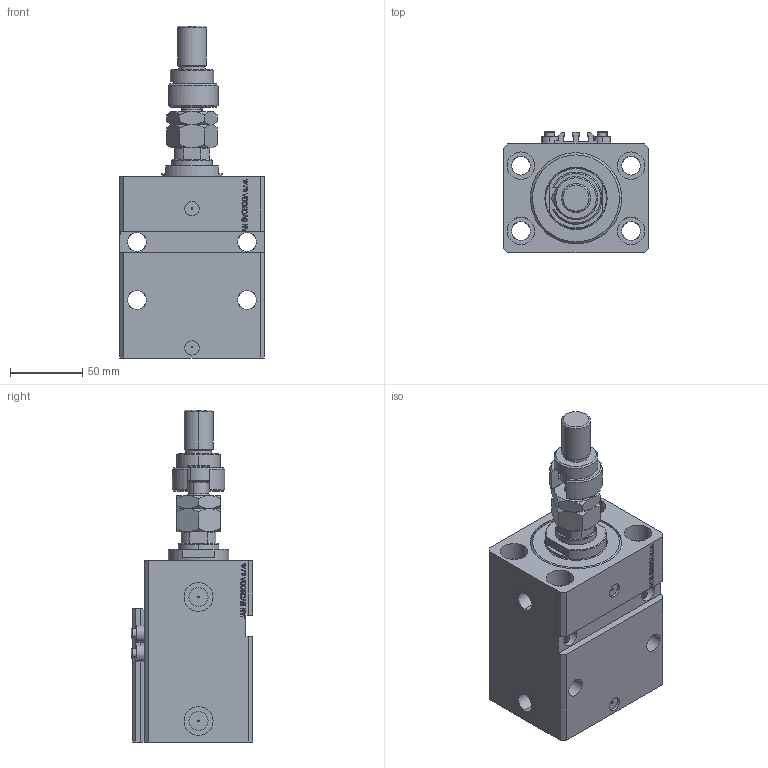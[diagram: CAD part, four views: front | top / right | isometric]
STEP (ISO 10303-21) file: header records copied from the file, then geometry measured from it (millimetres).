
FILE_DESCRIPTION (( 'STEP AP203' ), '1' );
FILE_NAME ('94f7.STEP', '2023-10-07T23:12:24', ( '' ), ( '' ), 'SwSTEP 2.0', 'SolidWorks 2019', '' );
FILE_SCHEMA (( 'CONFIG_CONTROL_DESIGN' ));
Length unit declared in the file: millimetre
Products named in the file (8): MFA 79ce5907fd898f3c648f2f8bfaae67d2; V250CE_E_Body 79ce5907fd898f3c648f2f8bfaae67d2; V250CE_C_VCP 79ce5907fd898f3c648f2f8bfaae67d2; DFA 79ce5907fd898f3c648f2f8bfaae67d2; ALLEN BOLT V250CE 79ce5907fd898f3c648f2f8bfaae67d2; 94f7; V250CE_VC_E 79ce5907fd898f3c648f2f8bfaae67d2; FEMALE_PART_FOR_DFA 79ce5907fd898f3c648f2f8bfaae67d2
Assembly tree (10 placements, depth 3):
  94f7
    V250CE_E_Body 79ce5907fd898f3c648f2f8bfaae67d2
    ALLEN BOLT V250CE 79ce5907fd898f3c648f2f8bfaae67d2  x4
    V250CE_C_VCP 79ce5907fd898f3c648f2f8bfaae67d2
    V250CE_VC_E 79ce5907fd898f3c648f2f8bfaae67d2
    DFA 79ce5907fd898f3c648f2f8bfaae67d2
      FEMALE_PART_FOR_DFA 79ce5907fd898f3c648f2f8bfaae67d2
      MFA 79ce5907fd898f3c648f2f8bfaae67d2
Bounding box: 100 x 84 x 229 mm (x, y, z)
Volume: 817730.8 mm3; surface area: 163592.3 mm2
Topology: 10 solids, 10 shells, 1193 faces, 2958 edges, 1895 vertices
Faces by surface type: plane 563, bspline 357, cylinder 159, cone 96, torus 18
Entity records: 51005 total; most frequent: CARTESIAN_POINT 25778, ORIENTED_EDGE 5606, DIRECTION 3827, EDGE_CURVE 2803, VERTEX_POINT 1811, VECTOR 1667, LINE 1667, EDGE_LOOP 1258
